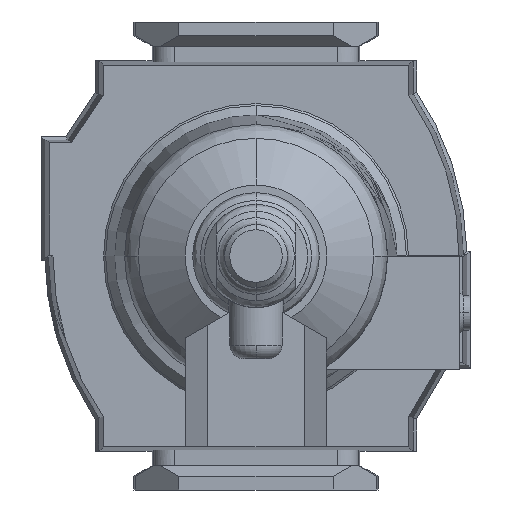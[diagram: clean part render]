
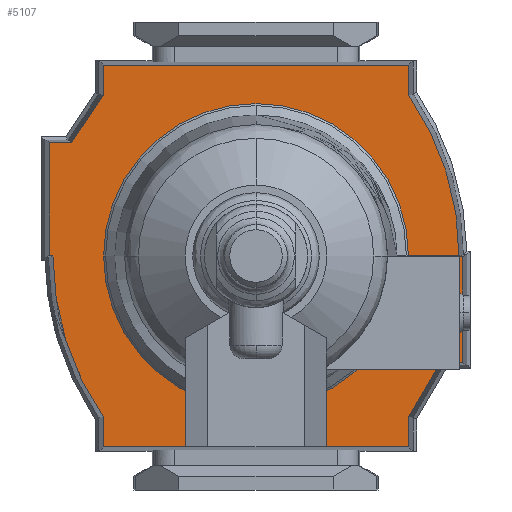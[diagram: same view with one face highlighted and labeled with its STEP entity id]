
A CAD part, front view. The second image highlights one B-rep face of the part: STEP entity #5107.
In plain terms, the highlighted planar face has unit normal (0, -1, 0).
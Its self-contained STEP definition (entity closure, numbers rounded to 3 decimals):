
#180 = CARTESIAN_POINT ( 'NONE',  ( 0., -38.5, 29.5 ) ) ;
#221 = LINE ( 'NONE', #385, #9633 ) ;
#341 = DIRECTION ( 'NONE',  ( 0., 0., 1. ) ) ;
#377 = CARTESIAN_POINT ( 'NONE',  ( -0.1, -38.5, -30. ) ) ;
#385 = CARTESIAN_POINT ( 'NONE',  ( -27.75, -38.5, 22.2 ) ) ;
#407 = CARTESIAN_POINT ( 'NONE',  ( -0.1, -38.5, -30. ) ) ;
#456 = VERTEX_POINT ( 'NONE', #3049 ) ;
#481 = VERTEX_POINT ( 'NONE', #9516 ) ;
#500 = EDGE_CURVE ( 'NONE', #456, #10389, #1131, .T. ) ;
#591 = EDGE_CURVE ( 'NONE', #3964, #7544, #2319, .T. ) ;
#637 = EDGE_CURVE ( 'NONE', #10389, #928, #6404, .T. ) ;
#643 = ORIENTED_EDGE ( 'NONE', *, *, #9154, .F. ) ;
#767 = EDGE_CURVE ( 'NONE', #1275, #6488, #2856, .T. ) ;
#922 = CARTESIAN_POINT ( 'NONE',  ( -23.383, -38.5, 22.2 ) ) ;
#923 = EDGE_CURVE ( 'NONE', #4184, #3052, #4716, .T. ) ;
#928 = VERTEX_POINT ( 'NONE', #10674 ) ;
#1020 = CARTESIAN_POINT ( 'NONE',  ( 27.75, -38.5, -22.2 ) ) ;
#1050 = VERTEX_POINT ( 'NONE', #8358 ) ;
#1131 = LINE ( 'NONE', #7064, #2401 ) ;
#1187 = EDGE_CURVE ( 'NONE', #9097, #1050, #5221, .T. ) ;
#1275 = VERTEX_POINT ( 'NONE', #9620 ) ;
#1535 = DIRECTION ( 'NONE',  ( 0., 0., 1. ) ) ;
#1569 = ORIENTED_EDGE ( 'NONE', *, *, #6229, .F. ) ;
#1570 = DIRECTION ( 'NONE',  ( -1., 0., 0. ) ) ;
#1680 = ORIENTED_EDGE ( 'NONE', *, *, #10267, .F. ) ;
#1734 = VECTOR ( 'NONE', #6929, 1000. ) ;
#1807 = ORIENTED_EDGE ( 'NONE', *, *, #591, .F. ) ;
#1847 = CIRCLE ( 'NONE', #9529, 41.1 ) ;
#1859 = DIRECTION ( 'NONE',  ( -1., 0., 0. ) ) ;
#2007 = EDGE_CURVE ( 'NONE', #8286, #4256, #221, .T. ) ;
#2092 = CARTESIAN_POINT ( 'NONE',  ( -23.35, -38.5, -22.2 ) ) ;
#2180 = LINE ( 'NONE', #3144, #3437 ) ;
#2319 = LINE ( 'NONE', #5641, #4991 ) ;
#2379 = CARTESIAN_POINT ( 'NONE',  ( 27.75, -38.5, 22.2 ) ) ;
#2401 = VECTOR ( 'NONE', #7173, 1000. ) ;
#2513 = ORIENTED_EDGE ( 'NONE', *, *, #6052, .F. ) ;
#2602 = ORIENTED_EDGE ( 'NONE', *, *, #4874, .F. ) ;
#2721 = CARTESIAN_POINT ( 'NONE',  ( -15.5, -38.5, -30. ) ) ;
#2816 = LINE ( 'NONE', #3631, #8089 ) ;
#2833 = EDGE_CURVE ( 'NONE', #481, #10085, #1847, .T. ) ;
#2856 = LINE ( 'NONE', #5462, #6621 ) ;
#2886 = EDGE_CURVE ( 'NONE', #6488, #3989, #3214, .T. ) ;
#2981 = AXIS2_PLACEMENT_3D ( 'NONE', #3163, #6515, #9627 ) ;
#3049 = CARTESIAN_POINT ( 'NONE',  ( 0.1, -38.5, 29.5 ) ) ;
#3052 = VERTEX_POINT ( 'NONE', #180 ) ;
#3144 = CARTESIAN_POINT ( 'NONE',  ( 16.5, -38.5, 26.8 ) ) ;
#3163 = CARTESIAN_POINT ( 'NONE',  ( -28.86, -38.5, 31.2 ) ) ;
#3214 = LINE ( 'NONE', #2379, #10032 ) ;
#3271 = ORIENTED_EDGE ( 'NONE', *, *, #767, .F. ) ;
#3437 = VECTOR ( 'NONE', #8726, 1000. ) ;
#3555 = CARTESIAN_POINT ( 'NONE',  ( -27.75, -38.5, -22.2 ) ) ;
#3600 = VECTOR ( 'NONE', #1570, 1000. ) ;
#3631 = CARTESIAN_POINT ( 'NONE',  ( -27.75, -38.5, -22.2 ) ) ;
#3718 = ORIENTED_EDGE ( 'NONE', *, *, #4810, .F. ) ;
#3964 = VERTEX_POINT ( 'NONE', #407 ) ;
#3989 = VERTEX_POINT ( 'NONE', #8690 ) ;
#4080 = EDGE_LOOP ( 'NONE', ( #2513, #10307, #643, #1807, #3718, #5622, #1569, #8594, #8182, #3271, #10009, #6425, #10185, #1680, #4427, #2602, #10794 ) ) ;
#4175 = CARTESIAN_POINT ( 'NONE',  ( 0., -38.5, 11.6 ) ) ;
#4184 = VERTEX_POINT ( 'NONE', #922 ) ;
#4256 = VERTEX_POINT ( 'NONE', #10380 ) ;
#4340 = DIRECTION ( 'NONE',  ( 0., 0., -1. ) ) ;
#4427 = ORIENTED_EDGE ( 'NONE', *, *, #923, .F. ) ;
#4716 = CIRCLE ( 'NONE', #10793, 41.1 ) ;
#4789 = DIRECTION ( 'NONE',  ( 1., 0., 0. ) ) ;
#4810 = EDGE_CURVE ( 'NONE', #10085, #3964, #9540, .T. ) ;
#4874 = EDGE_CURVE ( 'NONE', #4256, #4184, #9801, .T. ) ;
#4991 = VECTOR ( 'NONE', #6555, 1000. ) ;
#5024 = DIRECTION ( 'NONE',  ( 1., 0., 0. ) ) ;
#5107 = ADVANCED_FACE ( 'NONE', ( #10599 ), #7132, .T. ) ;
#5221 = LINE ( 'NONE', #2092, #10824 ) ;
#5317 = CARTESIAN_POINT ( 'NONE',  ( 0., -38.5, -11.6 ) ) ;
#5426 = CARTESIAN_POINT ( 'NONE',  ( 0.1, -38.5, 30. ) ) ;
#5462 = CARTESIAN_POINT ( 'NONE',  ( 23.362, -38.5, 22.2 ) ) ;
#5507 = DIRECTION ( 'NONE',  ( 0., 0., 1. ) ) ;
#5587 = CARTESIAN_POINT ( 'NONE',  ( 16.5, -38.5, 30. ) ) ;
#5622 = ORIENTED_EDGE ( 'NONE', *, *, #2833, .F. ) ;
#5641 = CARTESIAN_POINT ( 'NONE',  ( -15.5, -38.5, -30. ) ) ;
#5696 = DIRECTION ( 'NONE',  ( 1., 0., 0. ) ) ;
#5998 = CARTESIAN_POINT ( 'NONE',  ( -15.5, -38.5, -26.8 ) ) ;
#6052 = EDGE_CURVE ( 'NONE', #1050, #8286, #2816, .T. ) ;
#6229 = EDGE_CURVE ( 'NONE', #7443, #481, #6714, .T. ) ;
#6404 = LINE ( 'NONE', #5587, #7840 ) ;
#6425 = ORIENTED_EDGE ( 'NONE', *, *, #637, .F. ) ;
#6488 = VERTEX_POINT ( 'NONE', #7415 ) ;
#6515 = DIRECTION ( 'NONE',  ( 0., -1., 0. ) ) ;
#6555 = DIRECTION ( 'NONE',  ( -1., 0., 0. ) ) ;
#6584 = VECTOR ( 'NONE', #4340, 1000. ) ;
#6595 = CARTESIAN_POINT ( 'NONE',  ( 0., -38.5, -11.6 ) ) ;
#6621 = VECTOR ( 'NONE', #9650, 1000. ) ;
#6714 = LINE ( 'NONE', #9224, #3600 ) ;
#6929 = DIRECTION ( 'NONE',  ( 0., 0., -1. ) ) ;
#6987 = CARTESIAN_POINT ( 'NONE',  ( -15.5, -38.5, -26.8 ) ) ;
#7064 = CARTESIAN_POINT ( 'NONE',  ( 0.1, -38.5, 30. ) ) ;
#7132 = PLANE ( 'NONE',  #2981 ) ;
#7173 = DIRECTION ( 'NONE',  ( 0., 0., 1. ) ) ;
#7246 = CARTESIAN_POINT ( 'NONE',  ( -23.383, -38.5, 22.2 ) ) ;
#7255 = DIRECTION ( 'NONE',  ( 0., 1., 0. ) ) ;
#7415 = CARTESIAN_POINT ( 'NONE',  ( 23.362, -38.5, 22.2 ) ) ;
#7443 = VERTEX_POINT ( 'NONE', #9131 ) ;
#7455 = DIRECTION ( 'NONE',  ( 0., 1., 0. ) ) ;
#7544 = VERTEX_POINT ( 'NONE', #2721 ) ;
#7692 = LINE ( 'NONE', #5998, #10379 ) ;
#7840 = VECTOR ( 'NONE', #5024, 1000. ) ;
#7901 = EDGE_CURVE ( 'NONE', #3989, #7443, #8511, .T. ) ;
#8089 = VECTOR ( 'NONE', #1859, 1000. ) ;
#8182 = ORIENTED_EDGE ( 'NONE', *, *, #2886, .F. ) ;
#8286 = VERTEX_POINT ( 'NONE', #3555 ) ;
#8358 = CARTESIAN_POINT ( 'NONE',  ( -23.35, -38.5, -22.2 ) ) ;
#8372 = CARTESIAN_POINT ( 'NONE',  ( -0.1, -38.5, -29.5 ) ) ;
#8511 = LINE ( 'NONE', #1020, #6584 ) ;
#8578 = DIRECTION ( 'NONE',  ( 0., 0., 1. ) ) ;
#8594 = ORIENTED_EDGE ( 'NONE', *, *, #7901, .F. ) ;
#8632 = DIRECTION ( 'NONE',  ( -0.863, 0., 0.506 ) ) ;
#8690 = CARTESIAN_POINT ( 'NONE',  ( 27.75, -38.5, 22.2 ) ) ;
#8726 = DIRECTION ( 'NONE',  ( 0., 0., -1. ) ) ;
#8884 = VECTOR ( 'NONE', #4789, 1000. ) ;
#9097 = VERTEX_POINT ( 'NONE', #6987 ) ;
#9131 = CARTESIAN_POINT ( 'NONE',  ( 27.75, -38.5, -22.2 ) ) ;
#9154 = EDGE_CURVE ( 'NONE', #7544, #9097, #7692, .T. ) ;
#9224 = CARTESIAN_POINT ( 'NONE',  ( 23.383, -38.5, -22.2 ) ) ;
#9339 = AXIS2_PLACEMENT_3D ( 'NONE', #5317, #10369, #8578 ) ;
#9391 = DIRECTION ( 'NONE',  ( 0., 0., 1. ) ) ;
#9516 = CARTESIAN_POINT ( 'NONE',  ( 23.383, -38.5, -22.2 ) ) ;
#9529 = AXIS2_PLACEMENT_3D ( 'NONE', #4175, #7455, #1535 ) ;
#9540 = LINE ( 'NONE', #377, #1734 ) ;
#9620 = CARTESIAN_POINT ( 'NONE',  ( 16.5, -38.5, 26.8 ) ) ;
#9627 = DIRECTION ( 'NONE',  ( 0., 0., -1. ) ) ;
#9633 = VECTOR ( 'NONE', #341, 1000. ) ;
#9650 = DIRECTION ( 'NONE',  ( 0.831, 0., -0.557 ) ) ;
#9801 = LINE ( 'NONE', #7246, #8884 ) ;
#10009 = ORIENTED_EDGE ( 'NONE', *, *, #10739, .F. ) ;
#10017 = CIRCLE ( 'NONE', #9339, 41.1 ) ;
#10032 = VECTOR ( 'NONE', #5696, 1000. ) ;
#10085 = VERTEX_POINT ( 'NONE', #8372 ) ;
#10185 = ORIENTED_EDGE ( 'NONE', *, *, #500, .F. ) ;
#10267 = EDGE_CURVE ( 'NONE', #3052, #456, #10017, .T. ) ;
#10307 = ORIENTED_EDGE ( 'NONE', *, *, #1187, .F. ) ;
#10369 = DIRECTION ( 'NONE',  ( 0., 1., 0. ) ) ;
#10379 = VECTOR ( 'NONE', #9391, 1000. ) ;
#10380 = CARTESIAN_POINT ( 'NONE',  ( -27.75, -38.5, 22.2 ) ) ;
#10389 = VERTEX_POINT ( 'NONE', #5426 ) ;
#10599 = FACE_OUTER_BOUND ( 'NONE', #4080, .T. ) ;
#10674 = CARTESIAN_POINT ( 'NONE',  ( 16.5, -38.5, 30. ) ) ;
#10739 = EDGE_CURVE ( 'NONE', #928, #1275, #2180, .T. ) ;
#10793 = AXIS2_PLACEMENT_3D ( 'NONE', #6595, #7255, #5507 ) ;
#10794 = ORIENTED_EDGE ( 'NONE', *, *, #2007, .F. ) ;
#10824 = VECTOR ( 'NONE', #8632, 1000. ) ;
